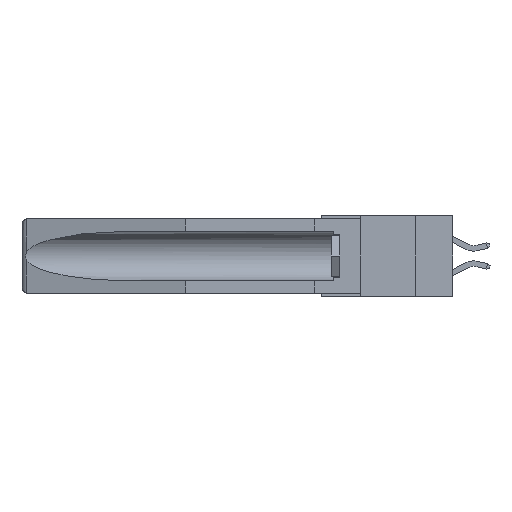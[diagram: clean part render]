
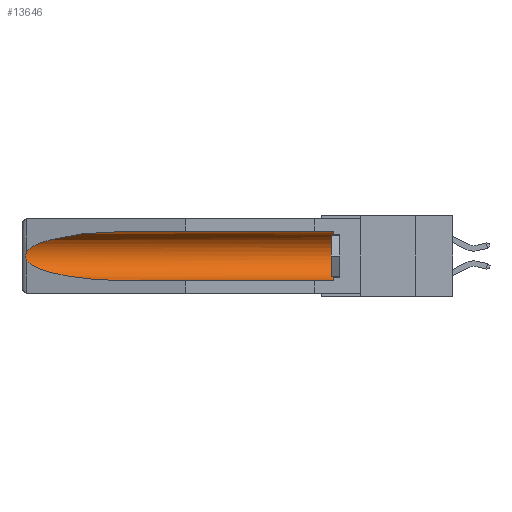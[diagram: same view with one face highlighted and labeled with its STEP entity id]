
A CAD part, left-side view. The second image highlights one B-rep face of the part: STEP entity #13646.
In plain terms, the highlighted cylindrical face has radius 2.857 mm (diameter 5.715 mm), a partial arc.
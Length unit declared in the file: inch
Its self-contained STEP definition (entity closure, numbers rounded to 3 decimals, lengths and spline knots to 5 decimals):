
#195 = EDGE_CURVE ( 'NONE', #20559, #13829, #6511, .T. ) ;
#728 = CARTESIAN_POINT ( 'NONE',  ( 0.155, 1.07973, -0.284 ) ) ;
#865 = VERTEX_POINT ( 'NONE', #27538 ) ;
#1346 = VERTEX_POINT ( 'NONE', #28248 ) ;
#1403 = CARTESIAN_POINT ( 'NONE',  ( 0.26537, 1.52718, -0.14972 ) ) ;
#1556 = CARTESIAN_POINT ( 'NONE',  ( 0.25451, 1.48313, -0.09465 ) ) ;
#1607 = CARTESIAN_POINT ( 'NONE',  ( 0.26537, 1.52718, -0.19328 ) ) ;
#1769 = CARTESIAN_POINT ( 'NONE',  ( 0.155, 0.126, -0.1715 ) ) ;
#1990 =( BOUNDED_CURVE ( )  B_SPLINE_CURVE ( 3, ( #17696, #15462, #1556, #17786 ),
 .UNSPECIFIED., .F., .F. ) 
 B_SPLINE_CURVE_WITH_KNOTS ( ( 4, 4 ),
 ( 4.71239, 6.08839 ),
 .UNSPECIFIED. ) 
 CURVE ( )  GEOMETRIC_REPRESENTATION_ITEM ( )  RATIONAL_B_SPLINE_CURVE ( ( 1., 0.848, 0.848, 1. ) ) 
 REPRESENTATION_ITEM ( '' )  );
#2565 = VECTOR ( 'NONE', #22573, 39.37008 ) ;
#3251 = EDGE_CURVE ( 'NONE', #1346, #22227, #25694, .T. ) ;
#4232 = ORIENTED_EDGE ( 'NONE', *, *, #25619, .T. ) ;
#4690 = DIRECTION ( 'NONE',  ( 0., 1., 0. ) ) ;
#5163 = ORIENTED_EDGE ( 'NONE', *, *, #15009, .T. ) ;
#5353 = CYLINDRICAL_SURFACE ( 'NONE', #15745, 0.1125 ) ;
#5411 = CARTESIAN_POINT ( 'NONE',  ( 0.155, 0.126, -0.059 ) ) ;
#5882 = ORIENTED_EDGE ( 'NONE', *, *, #11322, .T. ) ;
#6421 = CARTESIAN_POINT ( 'NONE',  ( 0.26655, 1.53094, -0.18657 ) ) ;
#6511 = B_SPLINE_CURVE_WITH_KNOTS ( 'NONE', 3,
 ( #1403, #17538, #10955, #13178, #8762, #17640, #29534, #6421, #22641, #1607 ),
 .UNSPECIFIED., .F., .F.,
 ( 4, 2, 2, 2, 4 ),
 ( 0., 0.00029, 0.00058, 0.00087, 0.00117 ),
 .UNSPECIFIED. ) ;
#7340 = EDGE_LOOP ( 'NONE', ( #26804, #20046, #4232, #20115, #5163, #5882 ) ) ;
#8550 = DIRECTION ( 'NONE',  ( 0., 1., 0. ) ) ;
#8762 = CARTESIAN_POINT ( 'NONE',  ( 0.2675, 1.53308, -0.16763 ) ) ;
#9170 = LINE ( 'NONE', #20327, #2565 ) ;
#10858 = DIRECTION ( 'NONE',  ( 0., 0., 1. ) ) ;
#10881 = CARTESIAN_POINT ( 'NONE',  ( 0.25451, 1.48313, -0.24835 ) ) ;
#10955 = CARTESIAN_POINT ( 'NONE',  ( 0.26654, 1.53092, -0.15636 ) ) ;
#11322 = EDGE_CURVE ( 'NONE', #14554, #865, #9170, .T. ) ;
#12804 =( BOUNDED_CURVE ( )  B_SPLINE_CURVE ( 3, ( #15346, #10881, #20109, #29653 ),
 .UNSPECIFIED., .F., .F. ) 
 B_SPLINE_CURVE_WITH_KNOTS ( ( 4, 4 ),
 ( 0.1948, 1.5708 ),
 .UNSPECIFIED. ) 
 CURVE ( )  GEOMETRIC_REPRESENTATION_ITEM ( )  RATIONAL_B_SPLINE_CURVE ( ( 1., 0.848, 0.848, 1. ) ) 
 REPRESENTATION_ITEM ( '' )  );
#13178 = CARTESIAN_POINT ( 'NONE',  ( 0.2673, 1.5327, -0.16383 ) ) ;
#13646 = ADVANCED_FACE ( 'NONE', ( #24265 ), #5353, .F. ) ;
#13829 = VERTEX_POINT ( 'NONE', #18392 ) ;
#14554 = VERTEX_POINT ( 'NONE', #5411 ) ;
#15009 = EDGE_CURVE ( 'NONE', #1346, #14554, #26015, .T. ) ;
#15346 = CARTESIAN_POINT ( 'NONE',  ( 0.26537, 1.52718, -0.19328 ) ) ;
#15462 = CARTESIAN_POINT ( 'NONE',  ( 0.21114, 1.30732, -0.059 ) ) ;
#15683 = CARTESIAN_POINT ( 'NONE',  ( 0.155, -0.30754, -0.1715 ) ) ;
#15745 = AXIS2_PLACEMENT_3D ( 'NONE', #15683, #8550, #10858 ) ;
#16335 = CARTESIAN_POINT ( 'NONE',  ( 0.155, -0.30754, -0.284 ) ) ;
#17538 = CARTESIAN_POINT ( 'NONE',  ( 0.26597, 1.52961, -0.15275 ) ) ;
#17640 = CARTESIAN_POINT ( 'NONE',  ( 0.2675, 1.53308, -0.17534 ) ) ;
#17696 = CARTESIAN_POINT ( 'NONE',  ( 0.155, 1.07973, -0.059 ) ) ;
#17786 = CARTESIAN_POINT ( 'NONE',  ( 0.26537, 1.52718, -0.14972 ) ) ;
#18000 = DIRECTION ( 'NONE',  ( 0., -1., 0. ) ) ;
#18392 = CARTESIAN_POINT ( 'NONE',  ( 0.26537, 1.52718, -0.19328 ) ) ;
#19172 = CARTESIAN_POINT ( 'NONE',  ( 0.26537, 1.52718, -0.14972 ) ) ;
#20046 = ORIENTED_EDGE ( 'NONE', *, *, #195, .T. ) ;
#20109 = CARTESIAN_POINT ( 'NONE',  ( 0.21114, 1.30732, -0.284 ) ) ;
#20115 = ORIENTED_EDGE ( 'NONE', *, *, #3251, .F. ) ;
#20327 = CARTESIAN_POINT ( 'NONE',  ( 0.155, -0.30754, -0.059 ) ) ;
#20559 = VERTEX_POINT ( 'NONE', #19172 ) ;
#22227 = VERTEX_POINT ( 'NONE', #728 ) ;
#22573 = DIRECTION ( 'NONE',  ( 0., 1., 0. ) ) ;
#22641 = CARTESIAN_POINT ( 'NONE',  ( 0.26597, 1.5296, -0.19026 ) ) ;
#22823 = AXIS2_PLACEMENT_3D ( 'NONE', #1769, #18000, #24584 ) ;
#24265 = FACE_OUTER_BOUND ( 'NONE', #7340, .T. ) ;
#24584 = DIRECTION ( 'NONE',  ( 0., 0., 1. ) ) ;
#25619 = EDGE_CURVE ( 'NONE', #13829, #22227, #12804, .T. ) ;
#25694 = LINE ( 'NONE', #16335, #27189 ) ;
#26015 = CIRCLE ( 'NONE', #22823, 0.1125 ) ;
#26804 = ORIENTED_EDGE ( 'NONE', *, *, #29016, .T. ) ;
#27189 = VECTOR ( 'NONE', #4690, 39.37008 ) ;
#27538 = CARTESIAN_POINT ( 'NONE',  ( 0.155, 1.07973, -0.059 ) ) ;
#28248 = CARTESIAN_POINT ( 'NONE',  ( 0.155, 0.126, -0.284 ) ) ;
#29016 = EDGE_CURVE ( 'NONE', #865, #20559, #1990, .T. ) ;
#29534 = CARTESIAN_POINT ( 'NONE',  ( 0.2673, 1.53269, -0.17917 ) ) ;
#29653 = CARTESIAN_POINT ( 'NONE',  ( 0.155, 1.07973, -0.284 ) ) ;
